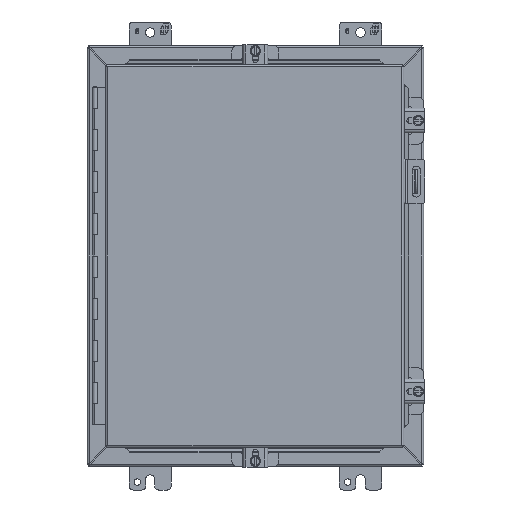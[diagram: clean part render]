
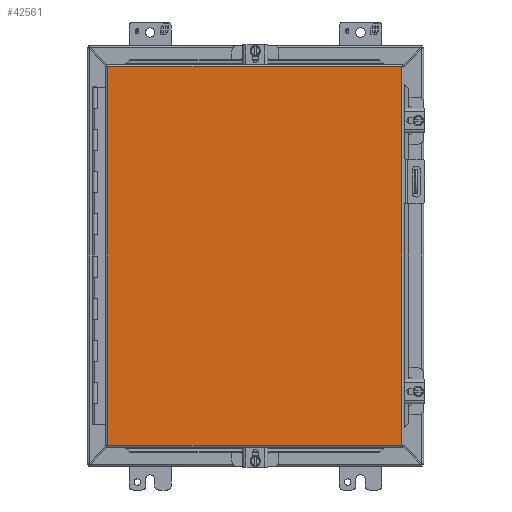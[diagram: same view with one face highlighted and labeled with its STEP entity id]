
A CAD part, front view. The second image highlights one B-rep face of the part: STEP entity #42561.
In plain terms, the highlighted planar face has unit normal (0, -1, 0).
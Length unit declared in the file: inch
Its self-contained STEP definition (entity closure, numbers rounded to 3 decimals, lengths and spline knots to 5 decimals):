
#545 = CARTESIAN_POINT ( 'NONE',  ( -7.017, -7.21, 8.9945 ) ) ;
#1692 = LINE ( 'NONE', #37242, #41719 ) ;
#3038 = ORIENTED_EDGE ( 'NONE', *, *, #15711, .F. ) ;
#3300 = VERTEX_POINT ( 'NONE', #42299 ) ;
#5453 = FACE_OUTER_BOUND ( 'NONE', #40819, .T. ) ;
#6980 = VERTEX_POINT ( 'NONE', #35250 ) ;
#8852 = ORIENTED_EDGE ( 'NONE', *, *, #35134, .F. ) ;
#11730 = EDGE_CURVE ( 'NONE', #3300, #15252, #26196, .T. ) ;
#12771 = VECTOR ( 'NONE', #26445, 39.37008 ) ;
#13301 = DIRECTION ( 'NONE',  ( 0., 0., -1. ) ) ;
#13665 = CARTESIAN_POINT ( 'NONE',  ( -7.017, -7.21, -8.9945 ) ) ;
#15252 = VERTEX_POINT ( 'NONE', #13665 ) ;
#15711 = EDGE_CURVE ( 'NONE', #6980, #3300, #22870, .T. ) ;
#18403 = DIRECTION ( 'NONE',  ( 1., 0., 0. ) ) ;
#18829 = DIRECTION ( 'NONE',  ( 0., 0., -1. ) ) ;
#20430 = VERTEX_POINT ( 'NONE', #24680 ) ;
#22866 = CARTESIAN_POINT ( 'NONE',  ( 6.955, -7.21, -8.9945 ) ) ;
#22870 = LINE ( 'NONE', #29779, #41124 ) ;
#24019 = PLANE ( 'NONE',  #31904 ) ;
#24680 = CARTESIAN_POINT ( 'NONE',  ( -7.017, -7.21, 8.9945 ) ) ;
#24907 = ORIENTED_EDGE ( 'NONE', *, *, #11730, .F. ) ;
#26196 = LINE ( 'NONE', #22866, #12771 ) ;
#26445 = DIRECTION ( 'NONE',  ( -1., 0., 0. ) ) ;
#29779 = CARTESIAN_POINT ( 'NONE',  ( 6.955, -7.21, 8.9945 ) ) ;
#30227 = ORIENTED_EDGE ( 'NONE', *, *, #33528, .F. ) ;
#31432 = CARTESIAN_POINT ( 'NONE',  ( -7.017, -7.21, -8.9945 ) ) ;
#31904 = AXIS2_PLACEMENT_3D ( 'NONE', #31432, #45962, #13301 ) ;
#33173 = LINE ( 'NONE', #545, #44839 ) ;
#33528 = EDGE_CURVE ( 'NONE', #15252, #20430, #1692, .T. ) ;
#35134 = EDGE_CURVE ( 'NONE', #20430, #6980, #33173, .T. ) ;
#35250 = CARTESIAN_POINT ( 'NONE',  ( 6.955, -7.21, 8.9945 ) ) ;
#37242 = CARTESIAN_POINT ( 'NONE',  ( -7.017, -7.21, -8.9945 ) ) ;
#40566 = DIRECTION ( 'NONE',  ( 0., 0., 1. ) ) ;
#40819 = EDGE_LOOP ( 'NONE', ( #3038, #8852, #30227, #24907 ) ) ;
#41124 = VECTOR ( 'NONE', #18829, 39.37008 ) ;
#41719 = VECTOR ( 'NONE', #40566, 39.37008 ) ;
#42299 = CARTESIAN_POINT ( 'NONE',  ( 6.955, -7.21, -8.9945 ) ) ;
#42561 = ADVANCED_FACE ( 'NONE', ( #5453 ), #24019, .T. ) ;
#44839 = VECTOR ( 'NONE', #18403, 39.37008 ) ;
#45962 = DIRECTION ( 'NONE',  ( 0., -1., 0. ) ) ;
